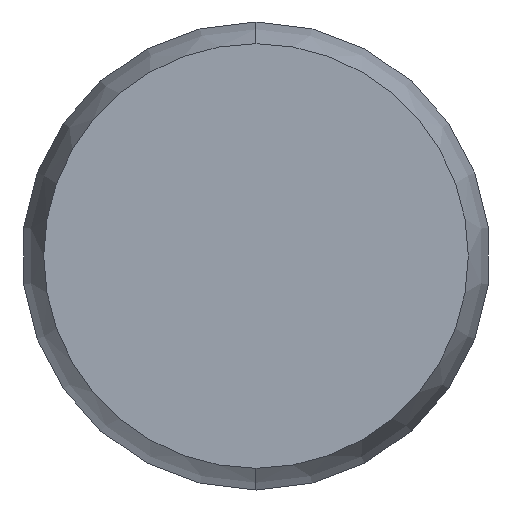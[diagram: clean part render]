
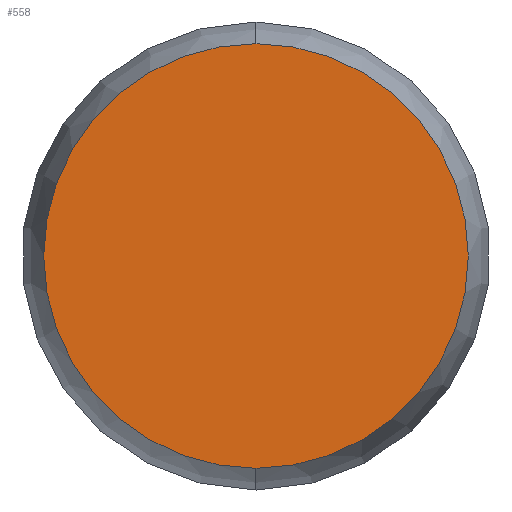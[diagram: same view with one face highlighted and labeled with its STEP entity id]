
A CAD part, left-side view. The second image highlights one B-rep face of the part: STEP entity #558.
In plain terms, the highlighted planar face has unit normal (-1, 0, 0).
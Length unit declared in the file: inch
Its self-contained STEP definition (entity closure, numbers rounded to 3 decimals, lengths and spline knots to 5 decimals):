
#56 = DIRECTION ( 'NONE',  ( -1., 0., 0. ) ) ;
#129 = ORIENTED_EDGE ( 'NONE', *, *, #2026, .T. ) ;
#171 = DIRECTION ( 'NONE',  ( 0., 0., -1. ) ) ;
#209 = DIRECTION ( 'NONE',  ( 0., 0., 1. ) ) ;
#368 = DIRECTION ( 'NONE',  ( -1., 0., 0. ) ) ;
#390 = DIRECTION ( 'NONE',  ( 1., 0., 0. ) ) ;
#470 = CIRCLE ( 'NONE', #1439, 0.01875 ) ;
#532 = VERTEX_POINT ( 'NONE', #2389 ) ;
#558 = ADVANCED_FACE ( 'NONE', ( #1370 ), #1193, .F. ) ;
#751 = CARTESIAN_POINT ( 'NONE',  ( 0., 0.01595, 0. ) ) ;
#885 = CARTESIAN_POINT ( 'NONE',  ( 0., 0., 0.01875 ) ) ;
#1002 = EDGE_CURVE ( 'NONE', #532, #2538, #470, .T. ) ;
#1097 = AXIS2_PLACEMENT_3D ( 'NONE', #751, #390, #171 ) ;
#1193 = PLANE ( 'NONE',  #1097 ) ;
#1224 = ORIENTED_EDGE ( 'NONE', *, *, #1002, .T. ) ;
#1370 = FACE_OUTER_BOUND ( 'NONE', #2449, .T. ) ;
#1439 = AXIS2_PLACEMENT_3D ( 'NONE', #1992, #368, #209 ) ;
#1835 = CIRCLE ( 'NONE', #2413, 0.01875 ) ;
#1992 = CARTESIAN_POINT ( 'NONE',  ( 0., 0., 0. ) ) ;
#2026 = EDGE_CURVE ( 'NONE', #2538, #532, #1835, .T. ) ;
#2222 = CARTESIAN_POINT ( 'NONE',  ( 0., 0., 0. ) ) ;
#2389 = CARTESIAN_POINT ( 'NONE',  ( 0., 0., -0.01875 ) ) ;
#2413 = AXIS2_PLACEMENT_3D ( 'NONE', #2222, #56, #2429 ) ;
#2429 = DIRECTION ( 'NONE',  ( 0., 0., 1. ) ) ;
#2449 = EDGE_LOOP ( 'NONE', ( #129, #1224 ) ) ;
#2538 = VERTEX_POINT ( 'NONE', #885 ) ;
